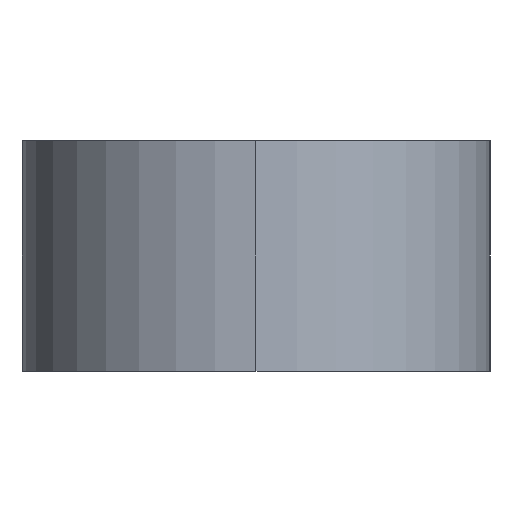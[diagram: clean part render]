
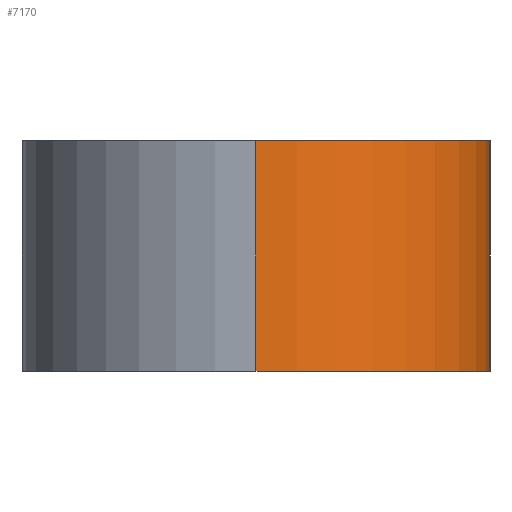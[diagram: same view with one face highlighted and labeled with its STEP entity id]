
A CAD part, left-side view. The second image highlights one B-rep face of the part: STEP entity #7170.
In plain terms, the highlighted cylindrical face has radius 6.2 mm (diameter 12.4 mm), a partial arc.
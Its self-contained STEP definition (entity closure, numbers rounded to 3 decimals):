
#146 = CARTESIAN_POINT ( 'NONE',  ( -31.75, -6.2, -3.05 ) ) ;
#264 = CIRCLE ( 'NONE', #3106, 6.2 ) ;
#955 = EDGE_LOOP ( 'NONE', ( #5657, #5676, #5690, #5699 ) ) ;
#1337 = LINE ( 'NONE', #10251, #1347 ) ;
#1347 = VECTOR ( 'NONE', #2592, 1000. ) ;
#1548 = AXIS2_PLACEMENT_3D ( 'NONE', #6046, #7845, #2011 ) ;
#1854 = DIRECTION ( 'NONE',  ( 0., 0., -1. ) ) ;
#1885 = CARTESIAN_POINT ( 'NONE',  ( -37.95, 0., 3.05 ) ) ;
#2011 = DIRECTION ( 'NONE',  ( -1., 0., 0. ) ) ;
#2108 = DIRECTION ( 'NONE',  ( 0., 0., -1. ) ) ;
#2148 = CARTESIAN_POINT ( 'NONE',  ( -31.75, 0., 3.05 ) ) ;
#2592 = DIRECTION ( 'NONE',  ( 0., 0., -1. ) ) ;
#2962 = AXIS2_PLACEMENT_3D ( 'NONE', #2148, #7989, #2970 ) ;
#2970 = DIRECTION ( 'NONE',  ( 1., 0., 0. ) ) ;
#3106 = AXIS2_PLACEMENT_3D ( 'NONE', #6769, #1854, #7677 ) ;
#3292 = CARTESIAN_POINT ( 'NONE',  ( -37.95, 0., -3.05 ) ) ;
#4024 = VERTEX_POINT ( 'NONE', #1885 ) ;
#4195 = VERTEX_POINT ( 'NONE', #146 ) ;
#4475 = CYLINDRICAL_SURFACE ( 'NONE', #1548, 6.2 ) ;
#4480 = EDGE_CURVE ( 'NONE', #10224, #4195, #1337, .T. ) ;
#4577 = FACE_OUTER_BOUND ( 'NONE', #955, .T. ) ;
#4684 = VERTEX_POINT ( 'NONE', #3292 ) ;
#4854 = EDGE_CURVE ( 'NONE', #4195, #4684, #264, .T. ) ;
#5129 = EDGE_CURVE ( 'NONE', #4024, #10224, #10339, .T. ) ;
#5451 = EDGE_CURVE ( 'NONE', #4024, #4684, #9403, .T. ) ;
#5657 = ORIENTED_EDGE ( 'NONE', *, *, #5129, .F. ) ;
#5676 = ORIENTED_EDGE ( 'NONE', *, *, #5451, .T. ) ;
#5690 = ORIENTED_EDGE ( 'NONE', *, *, #4854, .F. ) ;
#5699 = ORIENTED_EDGE ( 'NONE', *, *, #4480, .F. ) ;
#6046 = CARTESIAN_POINT ( 'NONE',  ( -31.75, 0., 79.956 ) ) ;
#6769 = CARTESIAN_POINT ( 'NONE',  ( -31.75, 0., -3.05 ) ) ;
#7039 = CARTESIAN_POINT ( 'NONE',  ( -37.95, 0., 79.956 ) ) ;
#7170 = ADVANCED_FACE ( 'NONE', ( #4577 ), #4475, .T. ) ;
#7677 = DIRECTION ( 'NONE',  ( 1., 0., 0. ) ) ;
#7845 = DIRECTION ( 'NONE',  ( 0., 0., -1. ) ) ;
#7989 = DIRECTION ( 'NONE',  ( 0., 0., 1. ) ) ;
#8246 = CARTESIAN_POINT ( 'NONE',  ( -31.75, -6.2, 3.05 ) ) ;
#9351 = VECTOR ( 'NONE', #2108, 1000. ) ;
#9403 = LINE ( 'NONE', #7039, #9351 ) ;
#10224 = VERTEX_POINT ( 'NONE', #8246 ) ;
#10251 = CARTESIAN_POINT ( 'NONE',  ( -31.75, -6.2, 79.956 ) ) ;
#10339 = CIRCLE ( 'NONE', #2962, 6.2 ) ;
